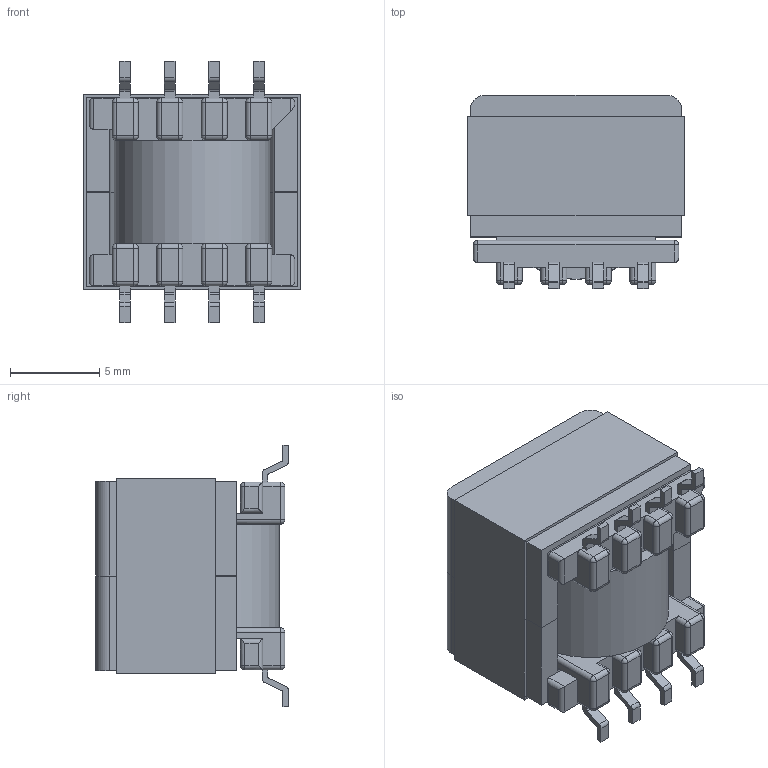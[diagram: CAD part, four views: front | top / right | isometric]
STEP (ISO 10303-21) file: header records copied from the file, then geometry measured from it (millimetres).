
FILE_DESCRIPTION (( 'STEP AP214' ), '1' );
FILE_NAME ('EP10-2720-2360.STEP', '2021-04-08T20:59:32', ( '' ), ( '' ), 'SwSTEP 2.0', 'SolidWorks 2017', '' );
FILE_SCHEMA (( 'AUTOMOTIVE_DESIGN' ));
Length unit declared in the file: millimetre
Products named in the file (5): EP10-2720-2360; 070-2720_6G; 440-9987-2360; 150-2360_6A; EP10-2720
Assembly tree (5 placements, depth 2):
  EP10-2720-2360
    070-2720_6G
    EP10-2720
    150-2360_6A  x2
    440-9987-2360
Bounding box: 12.13 x 10.78 x 14.62 mm (x, y, z)
Volume: 1165 mm3; surface area: 2353.9 mm2
Topology: 5 solids, 5 shells, 337 faces, 851 edges, 500 vertices
Faces by surface type: plane 156, cylinder 139, sphere 36, torus 6
Entity records: 10823 total; most frequent: DIRECTION 1671, CARTESIAN_POINT 1647, ORIENTED_EDGE 1558, EDGE_CURVE 779, AXIS2_PLACEMENT_3D 580, VECTOR 511, LINE 511, VERTEX_POINT 476
